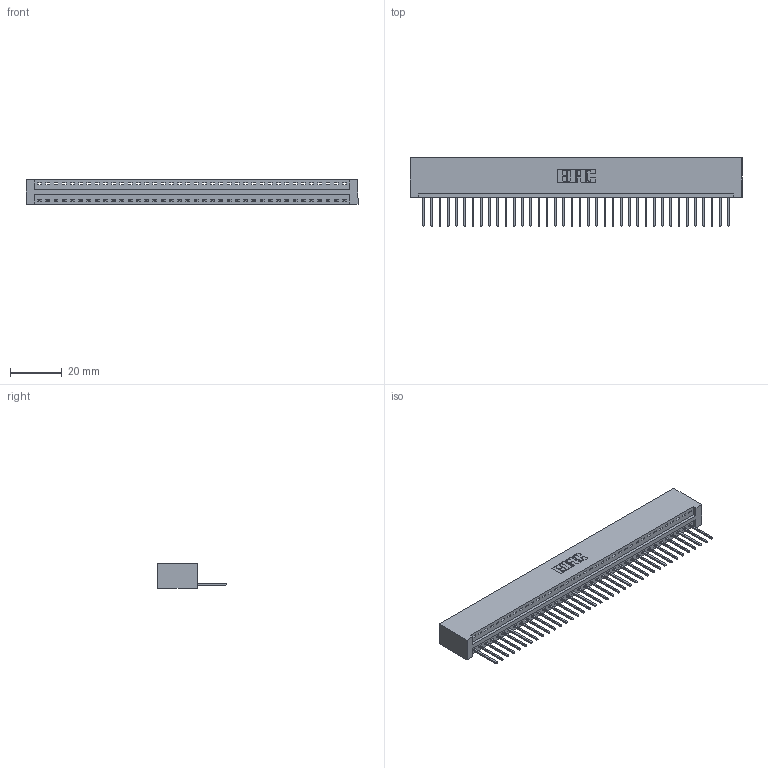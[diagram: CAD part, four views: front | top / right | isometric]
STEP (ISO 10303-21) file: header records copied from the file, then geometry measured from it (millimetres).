
FILE_DESCRIPTION (( 'STEP AP203' ), '1' );
FILE_NAME ('346-038-522-101.STEP', '2018-08-24T04:53:07', ( '' ), ( '' ), 'SwSTEP 2.0', 'SolidWorks 2016', '' );
FILE_SCHEMA (( 'CONFIG_CONTROL_DESIGN' ));
Length unit declared in the file: inch
Products named in the file (3): 346 Part_No Mounting Lugs; 345-292-001_345-293-122; 346-038-522-101
Assembly tree (39 placements, depth 2):
  346-038-522-101
    346 Part_No Mounting Lugs
    345-292-001_345-293-122  x38
Bounding box: 127.89 x 26.42 x 9.4 mm (x, y, z)
Volume: 12768.4 mm3; surface area: 16130.7 mm2
Topology: 39 solids, 39 shells, 2318 faces, 6993 edges, 4610 vertices
Faces by surface type: plane 1592, cylinder 726
Entity records: 23863 total; most frequent: CARTESIAN_POINT 4098, ORIENTED_EDGE 4070, DIRECTION 3615, EDGE_CURVE 2035, LINE 1759, VECTOR 1759, VERTEX_POINT 1354, AXIS2_PLACEMENT_3D 928
